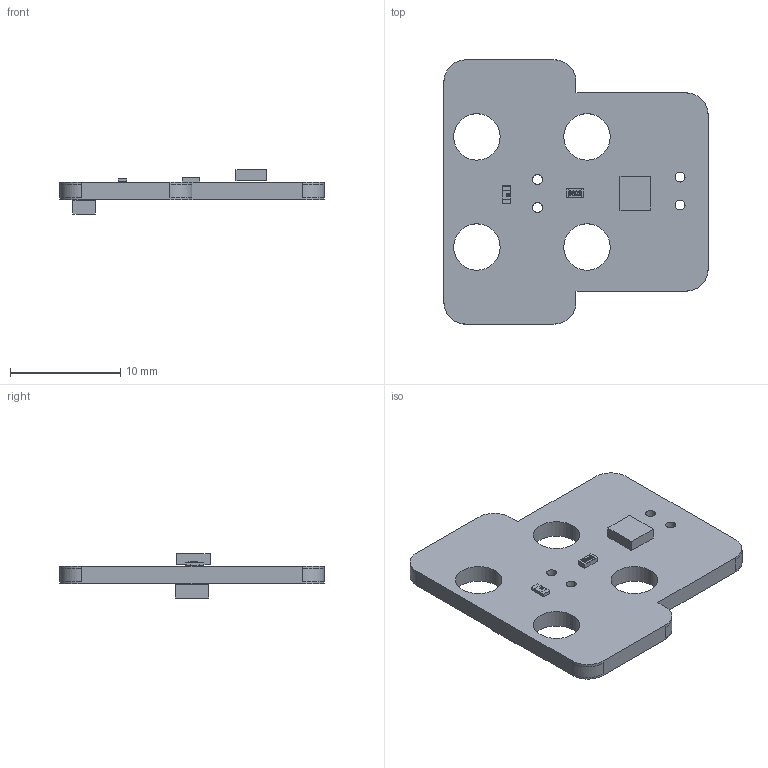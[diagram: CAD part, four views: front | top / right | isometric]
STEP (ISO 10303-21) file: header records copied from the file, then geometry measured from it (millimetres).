
FILE_DESCRIPTION (( 'STEP AP214' ), '1' );
FILE_NAME ('Magnetic_PCB_with_SDM-nut_with_thickness.STEP', '2022-07-07T01:17:41', ( '' ), ( '' ), 'SwSTEP 2.0', 'SolidWorks 2021', '' );
FILE_SCHEMA (( 'AUTOMOTIVE_DESIGN' ));
Length unit declared in the file: millimetre
Products named in the file (1): Magnetic_PCB_with_SDM-nut_with_thickness
Bounding box: 24 x 24 x 4 mm (x, y, z)
Volume: 721.7 mm3; surface area: 1193.4 mm2
Topology: 6 solids, 6 shells, 219 faces, 557 edges, 354 vertices
Faces by surface type: bspline 88, plane 69, cylinder 54, sphere 8
Entity records: 16514 total; most frequent: CARTESIAN_POINT 9391, ORIENTED_EDGE 1098, DIRECTION 702, EDGE_CURVE 549, VERTEX_POINT 354, VECTOR 284, LINE 284, EDGE_LOOP 247
